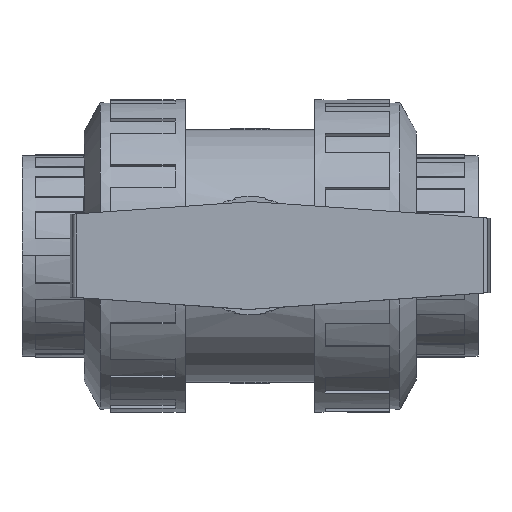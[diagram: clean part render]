
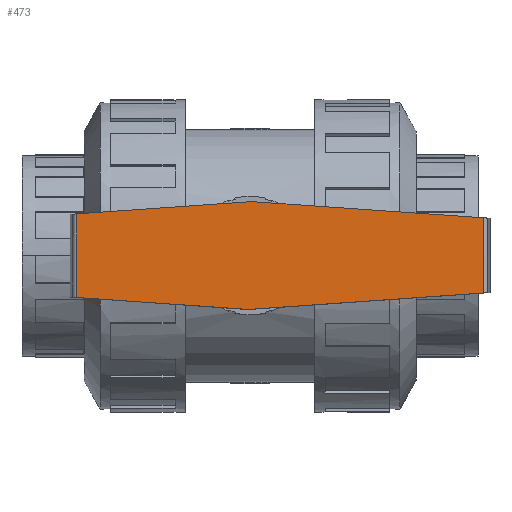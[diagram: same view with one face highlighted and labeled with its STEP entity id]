
A CAD part, top view. The second image highlights one B-rep face of the part: STEP entity #473.
In plain terms, the highlighted planar face has unit normal (0, 0, 1).
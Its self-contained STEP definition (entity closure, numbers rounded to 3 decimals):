
#473=ADVANCED_FACE('',(#1275),#1276,.T.);
#1275=FACE_OUTER_BOUND('',#2420,.T.);
#1276=PLANE('',#2421);
#2420=EDGE_LOOP('',(#4062,#4063,#4064,#4065,#4066,#4067));
#2421=AXIS2_PLACEMENT_3D('',#4068,#4069,#4070);
#4062=ORIENTED_EDGE('',*,*,#7418,.T.);
#4063=ORIENTED_EDGE('',*,*,#7490,.T.);
#4064=ORIENTED_EDGE('',*,*,#7439,.T.);
#4065=ORIENTED_EDGE('',*,*,#7487,.T.);
#4066=ORIENTED_EDGE('',*,*,#7491,.F.);
#4067=ORIENTED_EDGE('',*,*,#7404,.T.);
#4068=CARTESIAN_POINT('',(53.956,25.0,126.0));
#4069=DIRECTION('',(0.0,0.0,1.0));
#4070=DIRECTION('',(-1.0,0.0,0.0));
#7404=EDGE_CURVE('',#9180,#9178,#9181,.T.);
#7418=EDGE_CURVE('',#9178,#9204,#9206,.T.);
#7439=EDGE_CURVE('',#9245,#9243,#9246,.T.);
#7487=EDGE_CURVE('',#9243,#9321,#9323,.T.);
#7490=EDGE_CURVE('',#9204,#9245,#9326,.T.);
#7491=EDGE_CURVE('',#9180,#9321,#9327,.T.);
#9178=VERTEX_POINT('',#11540);
#9180=VERTEX_POINT('',#11543);
#9181=LINE('',#11544,#11545);
#9204=VERTEX_POINT('',#11576);
#9206=LINE('',#11578,#11579);
#9243=VERTEX_POINT('',#11629);
#9245=VERTEX_POINT('',#11632);
#9246=LINE('',#11633,#11634);
#9321=VERTEX_POINT('',#11740);
#9323=LINE('',#11742,#11743);
#9326=LINE('',#11747,#11748);
#9327=LINE('',#11749,#11750);
#11540=CARTESIAN_POINT('',(0.873,24.939,126.0));
#11543=CARTESIAN_POINT('',(107.912,17.454,126.0));
#11544=CARTESIAN_POINT('',(57.023,21.013,126.0));
#11545=VECTOR('',#14141,1.0);
#11576=CARTESIAN_POINT('',(-80.162,19.272,126.0));
#11578=CARTESIAN_POINT('',(-1.582,24.767,126.0));
#11579=VECTOR('',#14162,1.0);
#11629=CARTESIAN_POINT('',(-0.873,-24.939,126.0));
#11632=CARTESIAN_POINT('',(-80.162,-19.395,126.0));
#11633=CARTESIAN_POINT('',(-5.069,-24.646,126.0));
#11634=VECTOR('',#14189,1.0);
#11740=CARTESIAN_POINT('',(107.912,-17.332,126.0));
#11742=CARTESIAN_POINT('',(57.014,-20.891,126.0));
#11743=VECTOR('',#14245,1.0);
#11747=CARTESIAN_POINT('',(-80.162,25.0,126.0));
#11748=VECTOR('',#14247,1.0);
#11749=CARTESIAN_POINT('',(107.912,25.0,126.0));
#11750=VECTOR('',#14248,1.0);
#14141=DIRECTION('',(-0.998,0.07,0.0));
#14162=DIRECTION('',(-0.998,-0.07,0.0));
#14189=DIRECTION('',(0.998,-0.07,0.0));
#14245=DIRECTION('',(0.998,0.07,-0.0));
#14247=DIRECTION('',(0.0,-1.0,0.0));
#14248=DIRECTION('',(0.0,-1.0,0.0));
